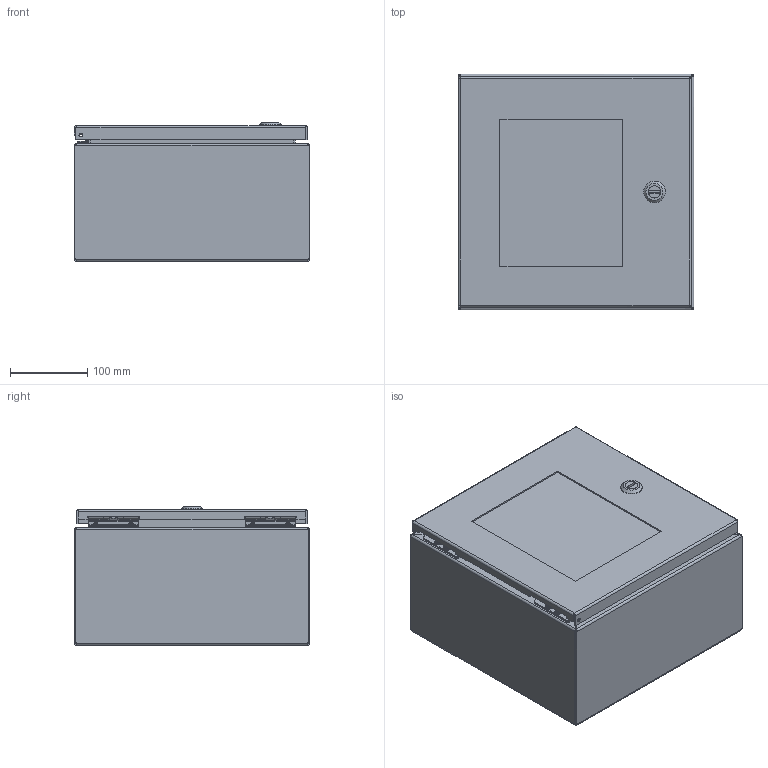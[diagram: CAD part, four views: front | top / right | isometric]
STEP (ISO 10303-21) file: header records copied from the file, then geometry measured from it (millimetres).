
FILE_DESCRIPTION (( 'STEP AP214' ), '1' );
FILE_NAME ('N412121206WCLG.STEP', '2019-09-05T14:12:10', ( '' ), ( '' ), 'SwSTEP 2.0', 'SolidWorks 2018', '' );
FILE_SCHEMA (( 'AUTOMOTIVE_DESIGN' ));
Length unit declared in the file: inch
Products named in the file (1): N412121206WCLG
Bounding box: 304.8 x 304.8 x 179.7 mm (x, y, z)
Volume: 1068187.7 mm3; surface area: 966737.1 mm2
Topology: 53 solids, 53 shells, 1763 faces, 4127 edges, 2479 vertices
Faces by surface type: plane 665, cylinder 585, cone 304, bspline 193, torus 16
Full cylindrical faces by diameter (mm): 2.362 x4, 3.175 x2, 3.317 x68, 3.861 x4, 3.962 x10, 4.166 x68, 4.25 x4, 4.366 x4, 4.572 x4, 4.775 x6, 4.826 x8, 5 x1, 5.5 x1, 6.35 x10, 6.502 x4, 6.985 x4, 7.144 x8, 7.62 x4, 8.128 x4, 8.56 x8, 9.144 x4, 9.9 x1, 10 x1, 10.2 x1, 11.112 x3, 11.113 x1, 12.8 x1, 13.5 x1, 14.3 x4, 15.2 x1
Entity records: 89139 total; most frequent: CARTESIAN_POINT 30098, DIRECTION 6890, ORIENTED_EDGE 6854, EDGE_CURVE 3427, AXIS2_PLACEMENT_3D 2646, EDGE_LOOP 2398, VERTEX_POINT 2289, FACE_OUTER_BOUND 2044
